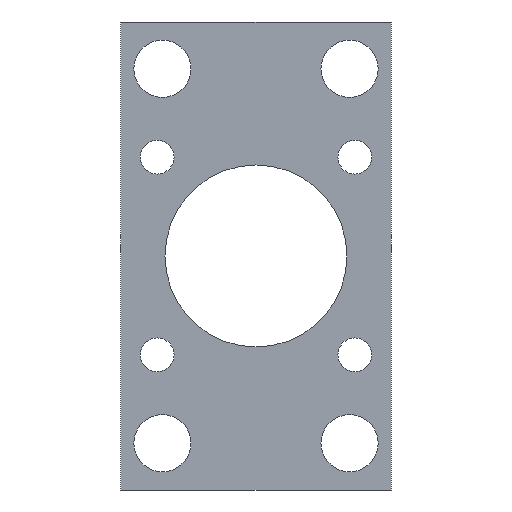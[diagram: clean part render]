
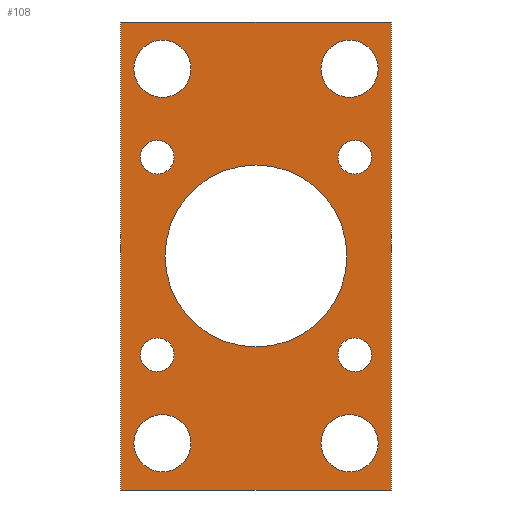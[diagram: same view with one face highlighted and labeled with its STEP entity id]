
A CAD part, left-side view. The second image highlights one B-rep face of the part: STEP entity #108.
In plain terms, the highlighted planar face has unit normal (-1, 0, 0).
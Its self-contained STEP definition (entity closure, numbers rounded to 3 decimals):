
#108 = ADVANCED_FACE( '', ( #228, #229, #230, #231, #232, #233, #234, #235, #236, #237 ), #238, .F. );
#228 = FACE_BOUND( '', #346, .T. );
#229 = FACE_BOUND( '', #347, .T. );
#230 = FACE_BOUND( '', #348, .T. );
#231 = FACE_BOUND( '', #349, .T. );
#232 = FACE_BOUND( '', #350, .T. );
#233 = FACE_BOUND( '', #351, .T. );
#234 = FACE_BOUND( '', #352, .T. );
#235 = FACE_BOUND( '', #353, .T. );
#236 = FACE_BOUND( '', #354, .T. );
#237 = FACE_OUTER_BOUND( '', #355, .T. );
#238 = PLANE( '', #356 );
#346 = EDGE_LOOP( '', ( #502 ) );
#347 = EDGE_LOOP( '', ( #503 ) );
#348 = EDGE_LOOP( '', ( #504 ) );
#349 = EDGE_LOOP( '', ( #505 ) );
#350 = EDGE_LOOP( '', ( #506 ) );
#351 = EDGE_LOOP( '', ( #507 ) );
#352 = EDGE_LOOP( '', ( #508 ) );
#353 = EDGE_LOOP( '', ( #509 ) );
#354 = EDGE_LOOP( '', ( #510 ) );
#355 = EDGE_LOOP( '', ( #511, #512, #513, #514 ) );
#356 = AXIS2_PLACEMENT_3D( '', #515, #516, #517 );
#502 = ORIENTED_EDGE( '', *, *, #552, .T. );
#503 = ORIENTED_EDGE( '', *, *, #584, .T. );
#504 = ORIENTED_EDGE( '', *, *, #591, .T. );
#505 = ORIENTED_EDGE( '', *, *, #557, .T. );
#506 = ORIENTED_EDGE( '', *, *, #594, .T. );
#507 = ORIENTED_EDGE( '', *, *, #595, .T. );
#508 = ORIENTED_EDGE( '', *, *, #582, .T. );
#509 = ORIENTED_EDGE( '', *, *, #565, .T. );
#510 = ORIENTED_EDGE( '', *, *, #586, .T. );
#511 = ORIENTED_EDGE( '', *, *, #596, .F. );
#512 = ORIENTED_EDGE( '', *, *, #543, .F. );
#513 = ORIENTED_EDGE( '', *, *, #588, .F. );
#514 = ORIENTED_EDGE( '', *, *, #576, .F. );
#515 = CARTESIAN_POINT( '', ( 0., 0., 0. ) );
#516 = DIRECTION( '', ( 1., 0., 0. ) );
#517 = DIRECTION( '', ( 0., 0., -1. ) );
#543 = EDGE_CURVE( '', #606, #607, #608, .T. );
#552 = EDGE_CURVE( '', #622, #622, #623, .T. );
#557 = EDGE_CURVE( '', #630, #630, #631, .T. );
#565 = EDGE_CURVE( '', #642, #642, #643, .T. );
#576 = EDGE_CURVE( '', #661, #662, #663, .T. );
#582 = EDGE_CURVE( '', #670, #670, #671, .T. );
#584 = EDGE_CURVE( '', #673, #673, #674, .T. );
#586 = EDGE_CURVE( '', #676, #676, #677, .T. );
#588 = EDGE_CURVE( '', #662, #606, #679, .T. );
#591 = EDGE_CURVE( '', #683, #683, #684, .T. );
#594 = EDGE_CURVE( '', #687, #687, #688, .T. );
#595 = EDGE_CURVE( '', #689, #689, #690, .T. );
#596 = EDGE_CURVE( '', #607, #661, #691, .T. );
#606 = VERTEX_POINT( '', #701 );
#607 = VERTEX_POINT( '', #702 );
#608 = LINE( '', #703, #704 );
#622 = VERTEX_POINT( '', #721 );
#623 = CIRCLE( '', #722, 3.25 );
#630 = VERTEX_POINT( '', #729 );
#631 = CIRCLE( '', #730, 3.25 );
#642 = VERTEX_POINT( '', #741 );
#643 = CIRCLE( '', #742, 5.5 );
#661 = VERTEX_POINT( '', #763 );
#662 = VERTEX_POINT( '', #764 );
#663 = LINE( '', #765, #766 );
#670 = VERTEX_POINT( '', #775 );
#671 = CIRCLE( '', #776, 17.5 );
#673 = VERTEX_POINT( '', #778 );
#674 = CIRCLE( '', #779, 3.25 );
#676 = VERTEX_POINT( '', #781 );
#677 = CIRCLE( '', #782, 5.5 );
#679 = LINE( '', #784, #785 );
#683 = VERTEX_POINT( '', #789 );
#684 = CIRCLE( '', #790, 3.25 );
#687 = VERTEX_POINT( '', #793 );
#688 = CIRCLE( '', #794, 5.5 );
#689 = VERTEX_POINT( '', #795 );
#690 = CIRCLE( '', #796, 5.5 );
#691 = LINE( '', #797, #798 );
#701 = CARTESIAN_POINT( '', ( 0., -26., -45. ) );
#702 = CARTESIAN_POINT( '', ( 0., 26., -45. ) );
#703 = CARTESIAN_POINT( '', ( 0., -26., -45. ) );
#704 = VECTOR( '', #808, 1000. );
#721 = CARTESIAN_POINT( '', ( 0., -19., -22.25 ) );
#722 = AXIS2_PLACEMENT_3D( '', #821, #822, #823 );
#729 = CARTESIAN_POINT( '', ( 0., -19., 15.75 ) );
#730 = AXIS2_PLACEMENT_3D( '', #830, #831, #832 );
#741 = CARTESIAN_POINT( '', ( 0., 18., -41.5 ) );
#742 = AXIS2_PLACEMENT_3D( '', #842, #843, #844 );
#763 = CARTESIAN_POINT( '', ( 0., 26., 45. ) );
#764 = CARTESIAN_POINT( '', ( 0., -26., 45. ) );
#765 = CARTESIAN_POINT( '', ( 0., 26., 45. ) );
#766 = VECTOR( '', #863, 1000. );
#775 = CARTESIAN_POINT( '', ( 0., 0., -17.5 ) );
#776 = AXIS2_PLACEMENT_3D( '', #869, #870, #871 );
#778 = CARTESIAN_POINT( '', ( 0., 19., 15.75 ) );
#779 = AXIS2_PLACEMENT_3D( '', #872, #873, #874 );
#781 = CARTESIAN_POINT( '', ( 0., -18., -41.5 ) );
#782 = AXIS2_PLACEMENT_3D( '', #875, #876, #877 );
#784 = CARTESIAN_POINT( '', ( 0., -26., 45. ) );
#785 = VECTOR( '', #878, 1000. );
#789 = CARTESIAN_POINT( '', ( 0., 19., -22.25 ) );
#790 = AXIS2_PLACEMENT_3D( '', #882, #883, #884 );
#793 = CARTESIAN_POINT( '', ( 0., 18., 30.5 ) );
#794 = AXIS2_PLACEMENT_3D( '', #885, #886, #887 );
#795 = CARTESIAN_POINT( '', ( 0., -18., 30.5 ) );
#796 = AXIS2_PLACEMENT_3D( '', #888, #889, #890 );
#797 = CARTESIAN_POINT( '', ( 0., 26., -45. ) );
#798 = VECTOR( '', #891, 1000. );
#808 = DIRECTION( '', ( 0., 1., 0. ) );
#821 = CARTESIAN_POINT( '', ( 0., -19., -19. ) );
#822 = DIRECTION( '', ( 1., 0., 0. ) );
#823 = DIRECTION( '', ( 0., 0., -1. ) );
#830 = CARTESIAN_POINT( '', ( 0., -19., 19. ) );
#831 = DIRECTION( '', ( 1., 0., 0. ) );
#832 = DIRECTION( '', ( 0., 0., -1. ) );
#842 = CARTESIAN_POINT( '', ( 0., 18., -36. ) );
#843 = DIRECTION( '', ( 1., 0., 0. ) );
#844 = DIRECTION( '', ( 0., 0., -1. ) );
#863 = DIRECTION( '', ( 0., -1., 0. ) );
#869 = CARTESIAN_POINT( '', ( 0., 0., 0. ) );
#870 = DIRECTION( '', ( 1., 0., 0. ) );
#871 = DIRECTION( '', ( 0., 0., -1. ) );
#872 = CARTESIAN_POINT( '', ( 0., 19., 19. ) );
#873 = DIRECTION( '', ( 1., 0., 0. ) );
#874 = DIRECTION( '', ( 0., 0., -1. ) );
#875 = CARTESIAN_POINT( '', ( 0., -18., -36. ) );
#876 = DIRECTION( '', ( 1., 0., 0. ) );
#877 = DIRECTION( '', ( 0., 0., -1. ) );
#878 = DIRECTION( '', ( 0., 0., -1. ) );
#882 = CARTESIAN_POINT( '', ( 0., 19., -19. ) );
#883 = DIRECTION( '', ( 1., 0., 0. ) );
#884 = DIRECTION( '', ( 0., 0., -1. ) );
#885 = CARTESIAN_POINT( '', ( 0., 18., 36. ) );
#886 = DIRECTION( '', ( 1., 0., 0. ) );
#887 = DIRECTION( '', ( 0., 0., -1. ) );
#888 = CARTESIAN_POINT( '', ( 0., -18., 36. ) );
#889 = DIRECTION( '', ( 1., 0., 0. ) );
#890 = DIRECTION( '', ( 0., 0., -1. ) );
#891 = DIRECTION( '', ( 0., 0., 1. ) );
